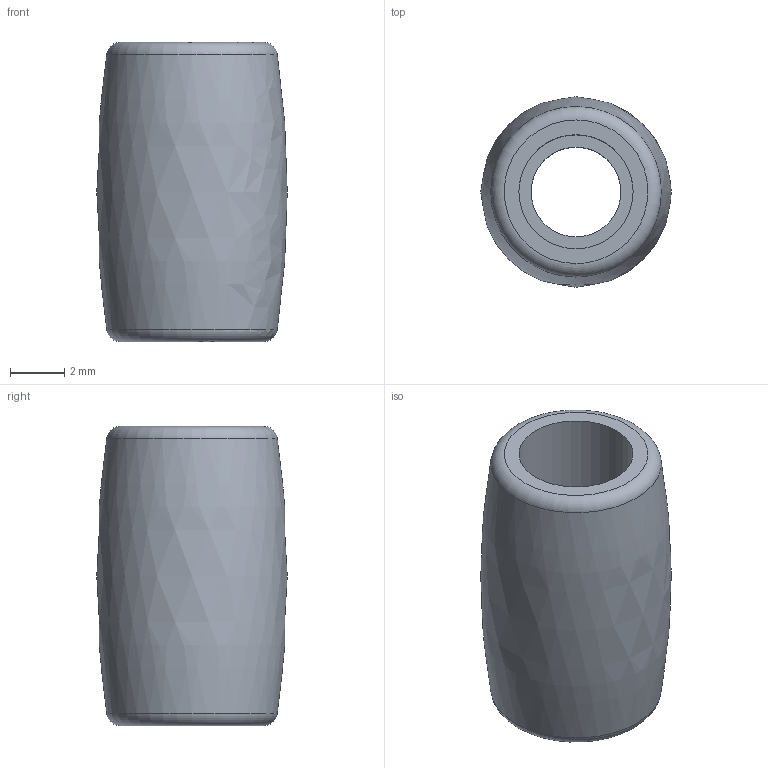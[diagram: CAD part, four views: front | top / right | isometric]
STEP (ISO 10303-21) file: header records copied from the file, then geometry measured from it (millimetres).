
FILE_DESCRIPTION(/* description */ (''),/* implementation_level */ '2;1');
FILE_NAME(/* name */ '2.75'''' Omni-Directional Wheel-Parts\Roller.ipt.step',/* time_stamp */ '2020-04-16T23:27:40-04:00',/* author */ ('Jordan'),/* organization */ (''),/* preprocessor_version */ 'ST-DEVELOPER v17',/* originating_system */ 'Autodesk Inventor 2019',/* authorisation */ '');
FILE_SCHEMA (('AUTOMOTIVE_DESIGN { 1 0 10303 214 3 1 1 }'));
Length unit declared in the file: inch
Products named in the file (1): Roller
Bounding box: 7 x 7 x 11 mm (x, y, z)
Volume: 254.8 mm3; surface area: 404.4 mm2
Topology: 1 solids, 1 shells, 10 faces, 32 edges, 26 vertices
Faces by surface type: plane 4, cylinder 3, torus 2, bspline 1
Full cylindrical faces by diameter (mm): 3.3 x1, 4.2 x2
Entity records: 577 total; most frequent: CARTESIAN_POINT 220, DIRECTION 73, ORIENTED_EDGE 64, AXIS2_PLACEMENT_3D 35, EDGE_CURVE 32, VERTEX_POINT 26, CIRCLE 22, EDGE_LOOP 14
